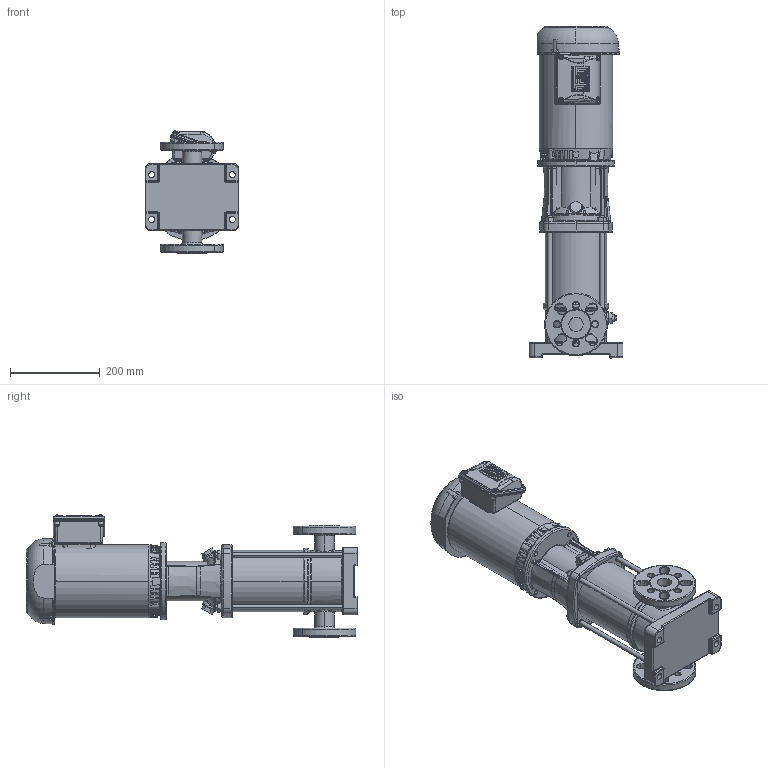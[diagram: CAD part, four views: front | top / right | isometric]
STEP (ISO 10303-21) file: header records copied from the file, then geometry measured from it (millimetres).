
FILE_DESCRIPTION (( 'STEP AP203' ), '1' );
FILE_NAME ('3350042 - MVI-20-7-2 HP-56C-304-E-575~3.step', '2022-03-30T21:32:38', ( '' ), ( '' ), 'SwSTEP 2.0', 'SolidWorks 2021', '' );
FILE_SCHEMA (( 'CONFIG_CONTROL_DESIGN' ));
Length unit declared in the file: inch
Products named in the file (5): MVI PEO - [304-EPDM]_3304042 - MVI-20-7-2 HP-56C-304-E-S; sbi_n_5-7_flange(NEMA); TEFC MOTOR_2700091 - NEMA V2 2 HP 56HC 575~3 TEFC W; 3350042 - MVI-20-7-2 HP-56C-304-E-575~3; 2700091 - NEMA V2 2 HP 56HC 575~3 TEFC W
Assembly tree (4 placements, depth 3):
  3350042 - MVI-20-7-2 HP-56C-304-E-575~3
    MVI PEO - [304-EPDM]_3304042 - MVI-20-7-2 HP-56C-304-E-S
      sbi_n_5-7_flange(NEMA)
    TEFC MOTOR_2700091 - NEMA V2 2 HP 56HC 575~3 TEFC W
      2700091 - NEMA V2 2 HP 56HC 575~3 TEFC W
Bounding box: 210 x 741.64 x 273.12 mm (x, y, z)
Volume: 14898979.8 mm3; surface area: 880123.6 mm2
Topology: 6 solids, 22 shells, 2242 faces, 5841 edges, 3695 vertices
Faces by surface type: plane 703, cylinder 606, bspline 508, cone 330, torus 85, sphere 10
Entity records: 110657 total; most frequent: CARTESIAN_POINT 61181, ORIENTED_EDGE 11612, DIRECTION 8299, EDGE_CURVE 5806, VERTEX_POINT 3695, AXIS2_PLACEMENT_3D 3199, EDGE_LOOP 2405, ADVANCED_FACE 2242
